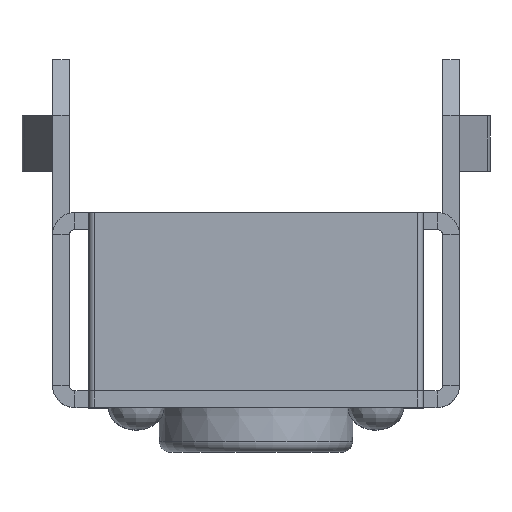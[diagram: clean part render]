
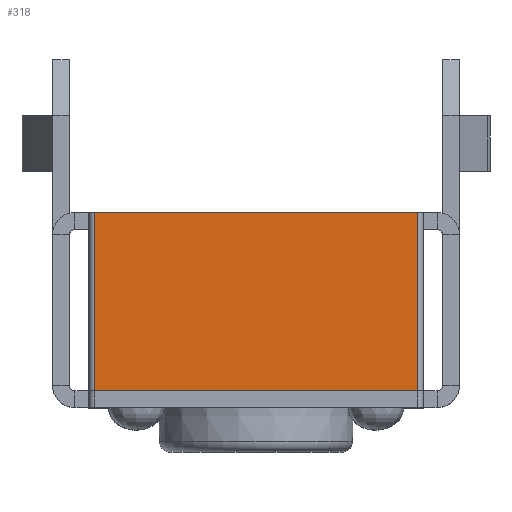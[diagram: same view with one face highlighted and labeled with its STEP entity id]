
A CAD part, top view. The second image highlights one B-rep face of the part: STEP entity #318.
In plain terms, the highlighted planar face has unit normal (0, 0, 1).
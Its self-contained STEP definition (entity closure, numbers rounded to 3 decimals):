
#318=ADVANCED_FACE('',(#2142),#2144,.T.);
#2142=FACE_BOUND('',#2143,.T.);
#2143=EDGE_LOOP('',(#4053,#4054,#4055,#4056));
#2144=PLANE('',#2145);
#2145=AXIS2_PLACEMENT_3D('',#2146,#2147,#2148);
#2146=CARTESIAN_POINT('',(2.9,3.5,7.));
#2147=DIRECTION('',(0.,0.,1.));
#2148=DIRECTION('',(-1.,0.,0.));
#4053=ORIENTED_EDGE('',*,*,#4893,.T.);
#4054=ORIENTED_EDGE('',*,*,#4914,.T.);
#4055=ORIENTED_EDGE('',*,*,#4915,.F.);
#4056=ORIENTED_EDGE('',*,*,#4916,.F.);
#4893=EDGE_CURVE('',#5396,#5394,#5397,.T.);
#4914=EDGE_CURVE('',#5394,#5428,#5430,.T.);
#4915=EDGE_CURVE('',#5431,#5428,#5432,.T.);
#4916=EDGE_CURVE('',#5396,#5431,#5433,.T.);
#5394=VERTEX_POINT('',#6256);
#5396=VERTEX_POINT('',#6261);
#5397=LINE('',#6262,#6263);
#5428=VERTEX_POINT('',#6336);
#5430=LINE('',#6341,#6342);
#5431=VERTEX_POINT('',#6344);
#5432=LINE('',#6345,#6346);
#5433=LINE('',#6348,#6349);
#6256=CARTESIAN_POINT('',(-2.9,3.5,7.));
#6261=CARTESIAN_POINT('',(2.9,3.5,7.));
#6262=CARTESIAN_POINT('',(2.9,3.5,7.));
#6263=VECTOR('',#6264,1.);
#6264=DIRECTION('',(-1.,0.,0.));
#6336=CARTESIAN_POINT('',(-2.9,0.3,7.));
#6341=CARTESIAN_POINT('',(-2.9,3.5,7.));
#6342=VECTOR('',#6343,1.);
#6343=DIRECTION('',(0.,-1.,0.));
#6344=CARTESIAN_POINT('',(2.9,0.3,7.));
#6345=CARTESIAN_POINT('',(2.9,0.3,7.));
#6346=VECTOR('',#6347,1.);
#6347=DIRECTION('',(-1.,0.,0.));
#6348=CARTESIAN_POINT('',(2.9,3.5,7.));
#6349=VECTOR('',#6350,1.);
#6350=DIRECTION('',(0.,-1.,0.));
